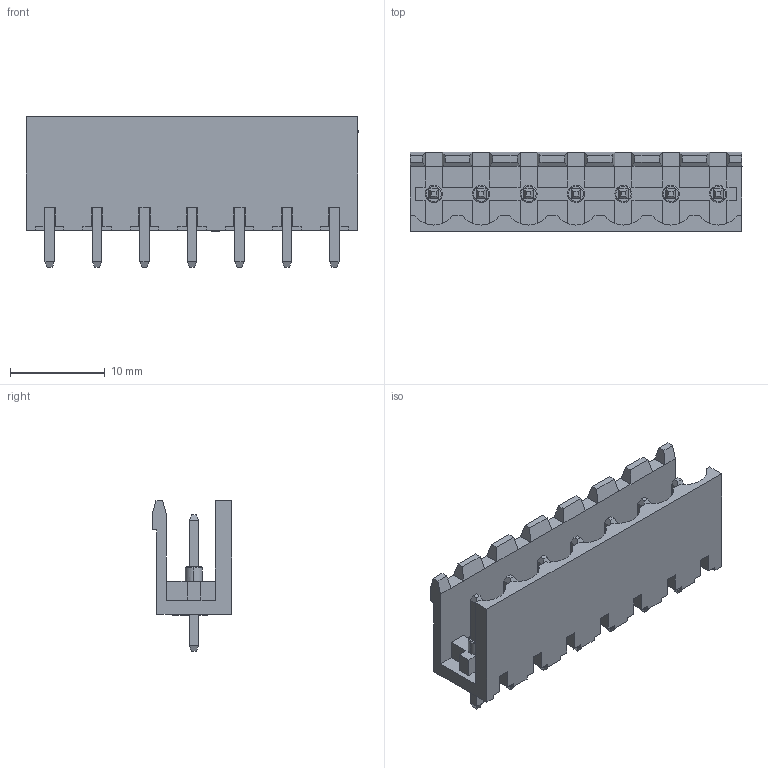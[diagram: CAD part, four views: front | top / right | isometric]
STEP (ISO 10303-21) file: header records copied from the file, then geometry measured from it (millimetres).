
FILE_DESCRIPTION(('STEP AP214'),'1');
FILE_NAME('CONN-TH_7P-P5.00_XY2500V-A-5.00-7P.stp','2021-08-18T15:46:03',(' '),(' '),'Spatial InterOp 3D',' ',' ');
FILE_SCHEMA(('AUTOMOTIVE_DESIGN { 1 0 10303 214 1 1 1 1 }'));
Length unit declared in the file: millimetre
Products named in the file (1): 11
Bounding box: 35 x 8.4 x 15.9 mm (x, y, z)
Volume: 1404.5 mm3; surface area: 3115.6 mm2
Topology: 8 solids, 8 shells, 463 faces, 1201 edges, 768 vertices
Faces by surface type: plane 414, torus 28, cylinder 21
Entity records: 17585 total; most frequent: CARTESIAN_POINT 2434, ORIENTED_EDGE 2402, DIRECTION 2257, EDGE_CURVE 1201, LINE 1075, VECTOR 1075, VERTEX_POINT 768, AXIS2_PLACEMENT_3D 591
